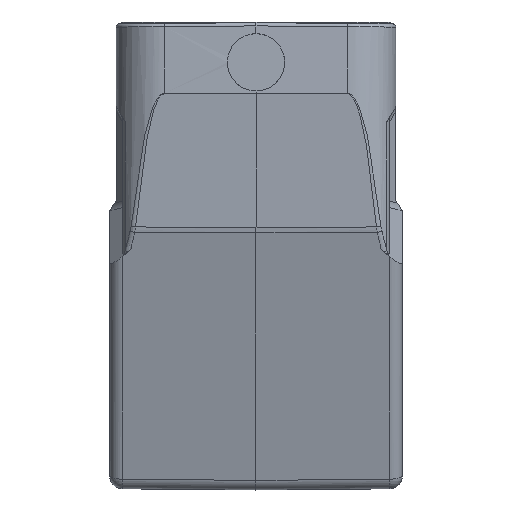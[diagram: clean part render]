
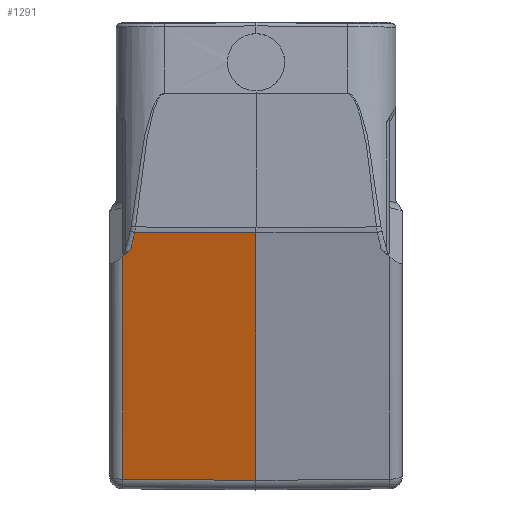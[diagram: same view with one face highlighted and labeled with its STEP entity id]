
A CAD part, left-side view. The second image highlights one B-rep face of the part: STEP entity #1291.
In plain terms, the highlighted planar face has unit normal (-0.966, 0.009, -0.259).
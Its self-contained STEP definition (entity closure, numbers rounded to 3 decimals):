
#821=FACE_OUTER_BOUND('',#2233,.T.);
#1291=ADVANCED_FACE('',(#821),#1550,.T.);
#1550=PLANE('',#8935);
#2233=EDGE_LOOP('',(#4630,#4631,#4632,#4633,#4634,#4635));
#2497=CIRCLE('',#8934,46.258);
#4630=ORIENTED_EDGE('',*,*,#6501,.F.);
#4631=ORIENTED_EDGE('',*,*,#6497,.T.);
#4632=ORIENTED_EDGE('',*,*,#6688,.F.);
#4633=ORIENTED_EDGE('',*,*,#6689,.F.);
#4634=ORIENTED_EDGE('',*,*,#6690,.T.);
#4635=ORIENTED_EDGE('',*,*,#6691,.F.);
#5439=VERTEX_POINT('',#14487);
#5442=VERTEX_POINT('',#14495);
#5444=VERTEX_POINT('',#14502);
#5555=VERTEX_POINT('',#15037);
#5559=VERTEX_POINT('',#15089);
#5560=VERTEX_POINT('',#15091);
#6497=EDGE_CURVE('',#5442,#5439,#7336,.T.);
#6501=EDGE_CURVE('',#5442,#5444,#7339,.T.);
#6688=EDGE_CURVE('',#5555,#5439,#7437,.T.);
#6689=EDGE_CURVE('',#5559,#5555,#7438,.T.);
#6690=EDGE_CURVE('',#5559,#5560,#7439,.T.);
#6691=EDGE_CURVE('',#5444,#5560,#2497,.T.);
#7336=LINE('',#14494,#8048);
#7339=LINE('',#14501,#8051);
#7437=LINE('',#15086,#8149);
#7438=LINE('',#15088,#8150);
#7439=LINE('',#15090,#8151);
#8048=VECTOR('',#10785,1.);
#8051=VECTOR('',#10792,1.);
#8149=VECTOR('',#11154,1.);
#8150=VECTOR('',#11157,1.);
#8151=VECTOR('',#11158,1.);
#8934=AXIS2_PLACEMENT_3D('',#15092,#11159,#11160);
#8935=AXIS2_PLACEMENT_3D('',#15093,#11161,#11162);
#10785=DIRECTION('',(0.259,0.,-0.966));
#10792=DIRECTION('',(-0.173,-0.765,0.62));
#11154=DIRECTION('',(0.007,1.,0.009));
#11157=DIRECTION('',(0.259,0.,-0.966));
#11158=DIRECTION('',(0.009,1.,0.002));
#11159=DIRECTION('',(0.966,-0.009,0.259));
#11160=DIRECTION('',(0.259,0.,-0.966));
#11161=DIRECTION('',(-0.966,0.009,-0.259));
#11162=DIRECTION('',(-0.259,0.,0.966));
#14487=CARTESIAN_POINT('',(-24.205,20.517,-70.339));
#14494=CARTESIAN_POINT('',(-29.275,20.517,-51.417));
#14495=CARTESIAN_POINT('',(-33.383,20.517,-36.083));
#14501=CARTESIAN_POINT('',(-33.259,21.065,-36.527));
#14502=CARTESIAN_POINT('',(-33.666,19.266,-35.069));
#15037=CARTESIAN_POINT('',(-24.342,0.01,-70.518));
#15086=CARTESIAN_POINT('',(-24.272,10.39,-70.427));
#15088=CARTESIAN_POINT('',(-23.945,0.01,-72.));
#15089=CARTESIAN_POINT('',(-34.549,0.007,-32.423));
#15090=CARTESIAN_POINT('',(-34.461,10.273,-32.407));
#15091=CARTESIAN_POINT('',(-34.389,18.655,-32.394));
#15092=CARTESIAN_POINT('',(-31.836,-26.193,-43.435));
#15093=CARTESIAN_POINT('',(-29.361,10.259,-51.44));
